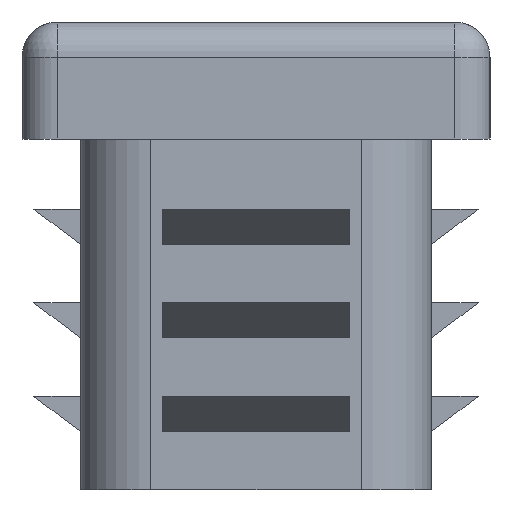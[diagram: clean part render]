
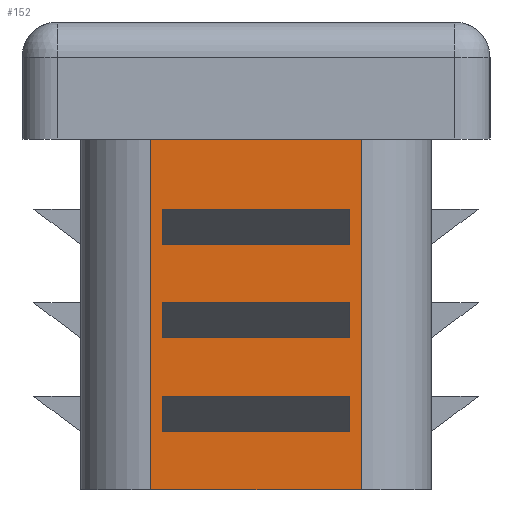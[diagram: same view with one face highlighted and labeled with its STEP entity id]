
A CAD part, left-side view. The second image highlights one B-rep face of the part: STEP entity #152.
In plain terms, the highlighted planar face has unit normal (-1, 0, 0).
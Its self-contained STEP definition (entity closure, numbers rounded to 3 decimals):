
#152 = ADVANCED_FACE( '', ( #360, #361, #362, #363 ), #364, .F. );
#360 = FACE_BOUND( '', #633, .T. );
#361 = FACE_BOUND( '', #634, .T. );
#362 = FACE_BOUND( '', #635, .T. );
#363 = FACE_OUTER_BOUND( '', #636, .T. );
#364 = PLANE( '', #637 );
#633 = EDGE_LOOP( '', ( #1017, #1018, #1019, #1020 ) );
#634 = EDGE_LOOP( '', ( #1021, #1022, #1023, #1024 ) );
#635 = EDGE_LOOP( '', ( #1025, #1026, #1027, #1028 ) );
#636 = EDGE_LOOP( '', ( #1029, #1030, #1031, #1032 ) );
#637 = AXIS2_PLACEMENT_3D( '', #1033, #1034, #1035 );
#1017 = ORIENTED_EDGE( '', *, *, #1615, .F. );
#1018 = ORIENTED_EDGE( '', *, *, #1588, .F. );
#1019 = ORIENTED_EDGE( '', *, *, #1663, .T. );
#1020 = ORIENTED_EDGE( '', *, *, #1664, .T. );
#1021 = ORIENTED_EDGE( '', *, *, #1665, .F. );
#1022 = ORIENTED_EDGE( '', *, *, #1584, .F. );
#1023 = ORIENTED_EDGE( '', *, *, #1666, .T. );
#1024 = ORIENTED_EDGE( '', *, *, #1667, .T. );
#1025 = ORIENTED_EDGE( '', *, *, #1668, .F. );
#1026 = ORIENTED_EDGE( '', *, *, #1656, .F. );
#1027 = ORIENTED_EDGE( '', *, *, #1669, .T. );
#1028 = ORIENTED_EDGE( '', *, *, #1670, .T. );
#1029 = ORIENTED_EDGE( '', *, *, #1610, .F. );
#1030 = ORIENTED_EDGE( '', *, *, #1671, .T. );
#1031 = ORIENTED_EDGE( '', *, *, #1672, .T. );
#1032 = ORIENTED_EDGE( '', *, *, #1673, .T. );
#1033 = CARTESIAN_POINT( '', ( -47.5, 7.5, 15. ) );
#1034 = DIRECTION( '', ( 1., 0., 0. ) );
#1035 = DIRECTION( '', ( 0., 1., 0. ) );
#1584 = EDGE_CURVE( '', #1884, #1885, #1886, .T. );
#1588 = EDGE_CURVE( '', #1891, #1892, #1893, .T. );
#1610 = EDGE_CURVE( '', #1931, #1933, #1934, .T. );
#1615 = EDGE_CURVE( '', #1892, #1937, #1941, .T. );
#1656 = EDGE_CURVE( '', #2008, #2009, #2010, .T. );
#1663 = EDGE_CURVE( '', #1891, #2019, #2020, .T. );
#1664 = EDGE_CURVE( '', #2019, #1937, #2021, .T. );
#1665 = EDGE_CURVE( '', #1885, #2022, #2023, .T. );
#1666 = EDGE_CURVE( '', #1884, #2024, #2025, .T. );
#1667 = EDGE_CURVE( '', #2024, #2022, #2026, .T. );
#1668 = EDGE_CURVE( '', #2009, #2027, #2028, .T. );
#1669 = EDGE_CURVE( '', #2008, #2029, #2030, .T. );
#1670 = EDGE_CURVE( '', #2029, #2027, #2031, .T. );
#1671 = EDGE_CURVE( '', #1931, #2032, #2033, .T. );
#1672 = EDGE_CURVE( '', #2032, #2034, #2035, .T. );
#1673 = EDGE_CURVE( '', #2034, #1933, #2036, .F. );
#1884 = VERTEX_POINT( '', #2305 );
#1885 = VERTEX_POINT( '', #2306 );
#1886 = LINE( '', #2307, #2308 );
#1891 = VERTEX_POINT( '', #2315 );
#1892 = VERTEX_POINT( '', #2316 );
#1893 = LINE( '', #2317, #2318 );
#1931 = VERTEX_POINT( '', #2367 );
#1933 = VERTEX_POINT( '', #2369 );
#1934 = LINE( '', #2370, #2371 );
#1937 = VERTEX_POINT( '', #2374 );
#1941 = LINE( '', #2380, #2381 );
#2008 = VERTEX_POINT( '', #2470 );
#2009 = VERTEX_POINT( '', #2471 );
#2010 = LINE( '', #2472, #2473 );
#2019 = VERTEX_POINT( '', #2486 );
#2020 = LINE( '', #2487, #2488 );
#2021 = LINE( '', #2489, #2490 );
#2022 = VERTEX_POINT( '', #2491 );
#2023 = LINE( '', #2492, #2493 );
#2024 = VERTEX_POINT( '', #2494 );
#2025 = LINE( '', #2495, #2496 );
#2026 = LINE( '', #2497, #2498 );
#2027 = VERTEX_POINT( '', #2499 );
#2028 = LINE( '', #2500, #2501 );
#2029 = VERTEX_POINT( '', #2502 );
#2030 = LINE( '', #2503, #2504 );
#2031 = LINE( '', #2505, #2506 );
#2032 = VERTEX_POINT( '', #2507 );
#2033 = LINE( '', #2508, #2509 );
#2034 = VERTEX_POINT( '', #2510 );
#2035 = LINE( '', #2511, #2512 );
#2036 = LINE( '', #2513, #2514 );
#2305 = CARTESIAN_POINT( '', ( -47.5, -4., 6.5 ) );
#2306 = CARTESIAN_POINT( '', ( -47.5, -4., 8. ) );
#2307 = CARTESIAN_POINT( '', ( -47.5, -4., 6.5 ) );
#2308 = VECTOR( '', #2821, 1000. );
#2315 = CARTESIAN_POINT( '', ( -47.5, -4., 2.5 ) );
#2316 = CARTESIAN_POINT( '', ( -47.5, -4., 4. ) );
#2317 = CARTESIAN_POINT( '', ( -47.5, -4., 2.5 ) );
#2318 = VECTOR( '', #2824, 1000. );
#2367 = CARTESIAN_POINT( '', ( -47.5, 4.5, 15. ) );
#2369 = CARTESIAN_POINT( '', ( -47.5, -4.5, 15. ) );
#2370 = CARTESIAN_POINT( '', ( -47.5, 7.5, 15. ) );
#2371 = VECTOR( '', #2860, 1000. );
#2374 = CARTESIAN_POINT( '', ( -47.5, 4., 4. ) );
#2380 = CARTESIAN_POINT( '', ( -47.5, -4., 4. ) );
#2381 = VECTOR( '', #2866, 1000. );
#2470 = CARTESIAN_POINT( '', ( -47.5, -4., 10.5 ) );
#2471 = CARTESIAN_POINT( '', ( -47.5, -4., 12. ) );
#2472 = CARTESIAN_POINT( '', ( -47.5, -4., 10.5 ) );
#2473 = VECTOR( '', #2913, 1000. );
#2486 = CARTESIAN_POINT( '', ( -47.5, 4., 2.5 ) );
#2487 = CARTESIAN_POINT( '', ( -47.5, -4., 2.5 ) );
#2488 = VECTOR( '', #2918, 1000. );
#2489 = CARTESIAN_POINT( '', ( -47.5, 4., 2.5 ) );
#2490 = VECTOR( '', #2919, 1000. );
#2491 = CARTESIAN_POINT( '', ( -47.5, 4., 8. ) );
#2492 = CARTESIAN_POINT( '', ( -47.5, -4., 8. ) );
#2493 = VECTOR( '', #2920, 1000. );
#2494 = CARTESIAN_POINT( '', ( -47.5, 4., 6.5 ) );
#2495 = CARTESIAN_POINT( '', ( -47.5, -4., 6.5 ) );
#2496 = VECTOR( '', #2921, 1000. );
#2497 = CARTESIAN_POINT( '', ( -47.5, 4., 6.5 ) );
#2498 = VECTOR( '', #2922, 1000. );
#2499 = CARTESIAN_POINT( '', ( -47.5, 4., 12. ) );
#2500 = CARTESIAN_POINT( '', ( -47.5, -4., 12. ) );
#2501 = VECTOR( '', #2923, 1000. );
#2502 = CARTESIAN_POINT( '', ( -47.5, 4., 10.5 ) );
#2503 = CARTESIAN_POINT( '', ( -47.5, -4., 10.5 ) );
#2504 = VECTOR( '', #2924, 1000. );
#2505 = CARTESIAN_POINT( '', ( -47.5, 4., 10.5 ) );
#2506 = VECTOR( '', #2925, 1000. );
#2507 = CARTESIAN_POINT( '', ( -47.5, 4.5, 0. ) );
#2508 = CARTESIAN_POINT( '', ( -47.5, 4.5, 15. ) );
#2509 = VECTOR( '', #2926, 1000. );
#2510 = CARTESIAN_POINT( '', ( -47.5, -4.5, 0. ) );
#2511 = CARTESIAN_POINT( '', ( -47.5, 7.5, 0. ) );
#2512 = VECTOR( '', #2927, 1000. );
#2513 = CARTESIAN_POINT( '', ( -47.5, -4.5, 15. ) );
#2514 = VECTOR( '', #2928, 1000. );
#2821 = DIRECTION( '', ( 0., 0., 1. ) );
#2824 = DIRECTION( '', ( 0., 0., 1. ) );
#2860 = DIRECTION( '', ( 0., -1., 0. ) );
#2866 = DIRECTION( '', ( 0., 1., 0. ) );
#2913 = DIRECTION( '', ( 0., 0., 1. ) );
#2918 = DIRECTION( '', ( 0., 1., 0. ) );
#2919 = DIRECTION( '', ( 0., 0., 1. ) );
#2920 = DIRECTION( '', ( 0., 1., 0. ) );
#2921 = DIRECTION( '', ( 0., 1., 0. ) );
#2922 = DIRECTION( '', ( 0., 0., 1. ) );
#2923 = DIRECTION( '', ( 0., 1., 0. ) );
#2924 = DIRECTION( '', ( 0., 1., 0. ) );
#2925 = DIRECTION( '', ( 0., 0., 1. ) );
#2926 = DIRECTION( '', ( 0., 0., -1. ) );
#2927 = DIRECTION( '', ( 0., -1., 0. ) );
#2928 = DIRECTION( '', ( 0., 0., -1. ) );
